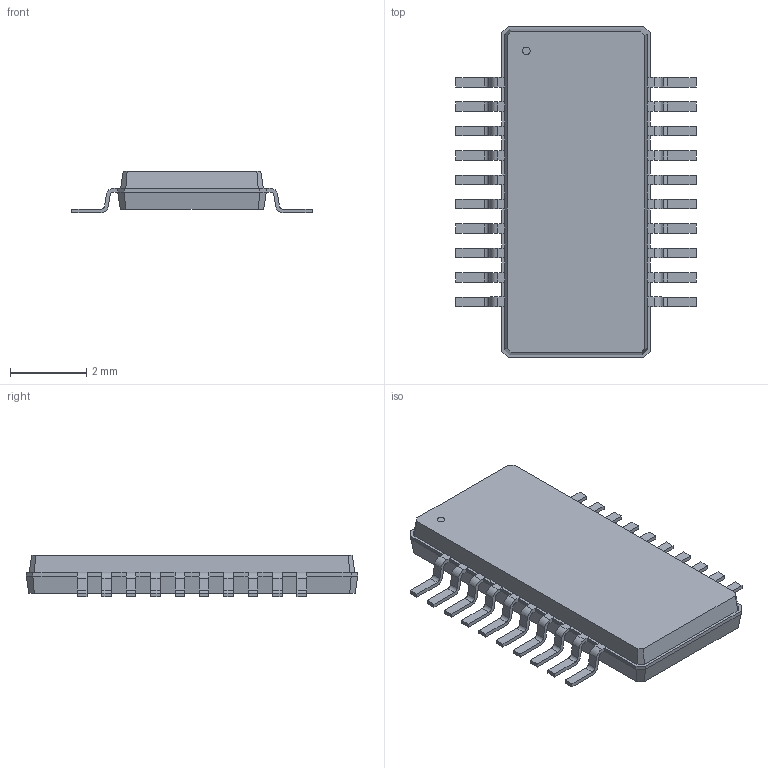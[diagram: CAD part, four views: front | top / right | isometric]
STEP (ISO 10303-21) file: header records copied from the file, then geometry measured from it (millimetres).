
FILE_DESCRIPTION(/* description */ ('model of QSOP-20_3.9x8.7mm_P0.635mm'),/* implementation_level */ '2;1');
FILE_NAME(/* name */ 'QSOP-20_3.9x8.7mm_P0.635mm.step',/* time_stamp */ '1970-01-01T00:00:00',/* author */ ('KiCAD','kicad'),/* organization */ ('OCCT'),/* preprocessor_version */ '',/* originating_system */ 'KiCAD',/* authorisation */ '');
FILE_SCHEMA(('AUTOMOTIVE_DESIGN { 1 0 10303 214 1 1 1 1 }'));
Length unit declared in the file: millimetre
Products named in the file (1): QSOP-20_3.9x8.7mm_P0.635mm
Bounding box: 6.31 x 8.7 x 1.1 mm (x, y, z)
Volume: 33 mm3; surface area: 111.1 mm2
Topology: 1 solids, 1 shells, 327 faces, 885 edges, 561 vertices
Faces by surface type: plane 231, cylinder 80, bspline 16
Entity records: 6582 total; most frequent: ORIENTED_EDGE 1521, EDGE_CURVE 885, CARTESIAN_POINT 764, VERTEX_POINT 561, LINE 560, AXIS2_PLACEMENT_3D 414, FACE_BOUND 328, ADVANCED_FACE 327
